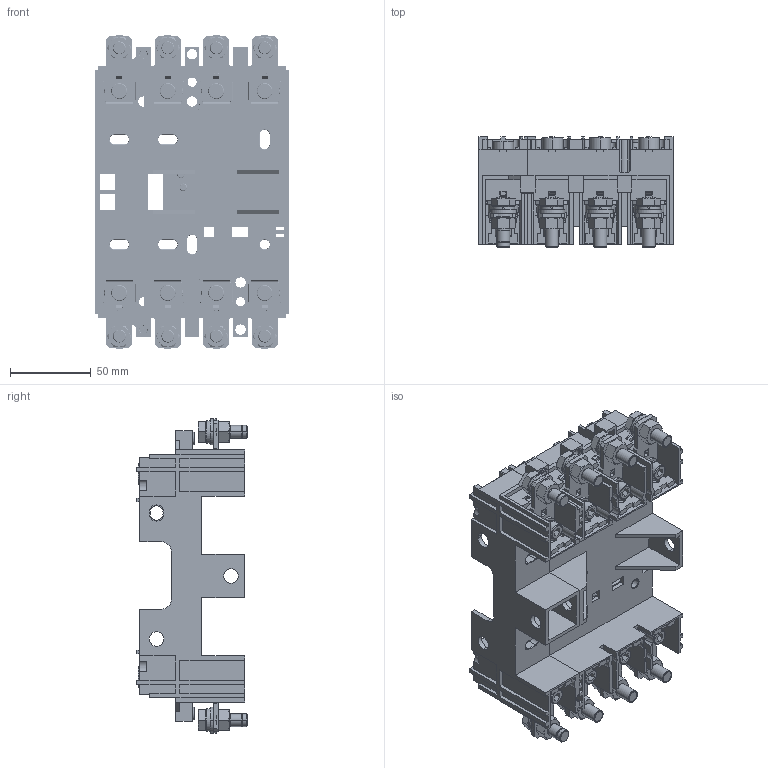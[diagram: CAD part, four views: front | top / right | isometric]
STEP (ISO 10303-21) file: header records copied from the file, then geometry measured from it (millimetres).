
FILE_DESCRIPTION((''),'2;1');
FILE_NAME('ASM0257_ASM','2021-09-06T15:45:28',('zhxmin'),(''),'CREO PARAMETRIC BY PTC INC, 2018020','CREO PARAMETRIC BY PTC INC, 2018020','');
FILE_SCHEMA(('CONFIG_CONTROL_DESIGN','SHAPE_APPEARANCE_LAYERS_GROUPS'));
Products named in the file (148): 8-022-189_1_2_1; 8-236-076_1_2_1; ST29X10-F-GB845_SOLID_1-26459_3; ST29X10-F-GB845_QUILT_1-27413_3; ST29X10-F-GB845_SOLID_1-27527_3; ST29X10-F-GB845_QUILT_1-28481_3; 8-585-436-28595; 8141111-28948; 8288611-29273; 8288611-29346; 8-585-436-29419; 8141111-29772; 8288611-30097; 8288611-30170; 8-585-436-30243; 8141111-30596; 8288611-30921; 8288611-30994; 8-585-436-31067; 8141111-31420; 8288611-31745; 8288611-31818; 8-585-436-31891; 8141111-32244; 8288611-32569; 8288611-32642; 8-585-436-32715; 8141111-33068; 8288611-33393; 8288611-33466; 8-775-106-33539_1_2; 8-775-106-34551_1_2; 8-775-106-35563_1_2; 8-775-106-36575_1_2; 8-775-106-37587_1_2; 8-775-106-38599_1_2; 8-585-437-39611_1_2; 8-585-437-40482_1_2; 8-585-437-41353_1_2; 8-585-437-42224_1_2 ...
Assembly tree (147 placements, depth 3):
  ASM0257_ASM
    NM8-125_4P_ASM
      8-022-189_1_2_1
      8-236-076_1_2_1
      ST29X10-F-GB845_SOLID_1-26459_3
      ST29X10-F-GB845_QUILT_1-27413_3
      ST29X10-F-GB845_SOLID_1-27527_3
      ST29X10-F-GB845_QUILT_1-28481_3
      8-585-436-28595
      8141111-28948
      8288611-29273
      8288611-29346
      8-585-436-29419
      8141111-29772
      8288611-30097
      8288611-30170
      8-585-436-30243
      8141111-30596
      8288611-30921
      8288611-30994
      8-585-436-31067
      8141111-31420
      8288611-31745
      8288611-31818
      8-585-436-31891
      8141111-32244
      8288611-32569
      8288611-32642
      8-585-436-32715
      8141111-33068
      8288611-33393
      8288611-33466
      8-775-106-33539_1_2
      8-775-106-34551_1_2
      8-775-106-35563_1_2
      8-775-106-36575_1_2
      8-775-106-37587_1_2
      8-775-106-38599_1_2
      8-585-437-39611_1_2
      8-585-437-40482_1_2
      8-585-437-41353_1_2
      8-585-437-42224_1_2
      8-585-437-43095_1_2
      8-585-437-43966_1_2
      D8_GB9074_24-44837_1
      D8_GB9074_26-44931_1
      M8X25_GB5783_SOLID_1-45081_1
      M8X25_GB5783_QUILT_1-45689_1
      M8_GB6170_SOLID_1-45795_1
      M8_GB6170_QUILT_1-46629_1
      D8_GB9074_24-46703_1
      D8_GB9074_26-46797_1
      M8X25_GB5783_SOLID_1-46947_1
      M8X25_GB5783_QUILT_1-47555_1
      M8_GB6170_SOLID_1-47661_1
      M8_GB6170_QUILT_1-48495_1
      D8_GB9074_24-48569-48312
      D8_GB9074_24-48569-48409
      D8_GB9074_26-48663-48506
      D8_GB9074_26-48663-48695
Bounding box: 120.1 x 68.4 x 194.4 mm (x, y, z)
Volume: 332883.6 mm3; surface area: 319483.8 mm2
Topology: 122 solids, 146 shells, 4421 faces, 12615 edges, 8461 vertices
Faces by surface type: plane 2630, cylinder 1244, cone 288, torus 215, sphere 44
Entity records: 168222 total; most frequent: CARTESIAN_POINT 29712, DIRECTION 25740, ORIENTED_EDGE 25010, EDGE_CURVE 12551, AXIS2_PLACEMENT_3D 9213, VERTEX_POINT 8461, VECTOR 7314, LINE 7314
